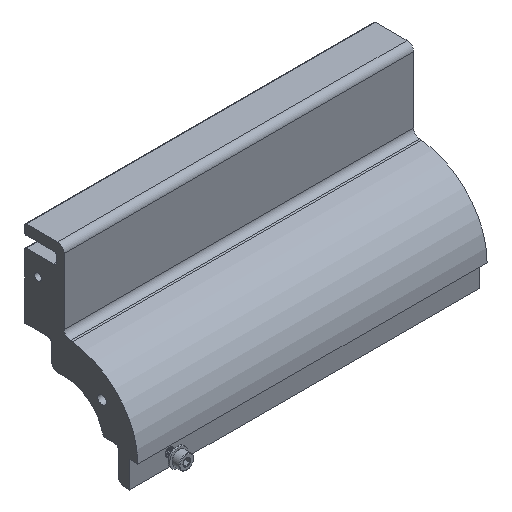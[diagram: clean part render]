
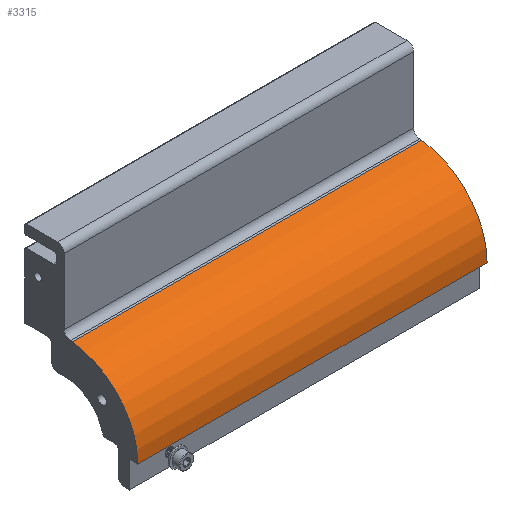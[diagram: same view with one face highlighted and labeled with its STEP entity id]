
A CAD part, isometric view. The second image highlights one B-rep face of the part: STEP entity #3315.
In plain terms, the highlighted cylindrical face has radius 28 mm (diameter 56 mm), a partial arc.
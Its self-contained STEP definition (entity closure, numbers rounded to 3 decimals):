
#496=LINE('',#10088,#677);
#497=LINE('',#10090,#678);
#677=VECTOR('',#4619,45.);
#678=VECTOR('',#4622,45.);
#771=CYLINDRICAL_SURFACE('',#3732,28.);
#950=FACE_OUTER_BOUND('',#1151,.T.);
#1151=EDGE_LOOP('',(#3073,#3074,#3075,#3076));
#1279=CIRCLE('',#3646,28.);
#1317=CIRCLE('',#3696,28.);
#1581=VERTEX_POINT('',#9865);
#1582=VERTEX_POINT('',#9867);
#1636=VERTEX_POINT('',#9997);
#1637=VERTEX_POINT('',#9999);
#2026=EDGE_CURVE('',#1581,#1582,#1279,.T.);
#2091=EDGE_CURVE('',#1636,#1637,#1317,.T.);
#2137=EDGE_CURVE('',#1581,#1637,#496,.T.);
#2138=EDGE_CURVE('',#1582,#1636,#497,.T.);
#3073=ORIENTED_EDGE('',*,*,#2138,.F.);
#3074=ORIENTED_EDGE('',*,*,#2026,.F.);
#3075=ORIENTED_EDGE('',*,*,#2137,.T.);
#3076=ORIENTED_EDGE('',*,*,#2091,.F.);
#3315=ADVANCED_FACE('',(#950),#771,.T.);
#3646=AXIS2_PLACEMENT_3D('',#9868,#4387,#4388);
#3696=AXIS2_PLACEMENT_3D('',#10000,#4514,#4515);
#3732=AXIS2_PLACEMENT_3D('',#10089,#4620,#4621);
#4387=DIRECTION('center_axis',(-1.,0.,0.));
#4388=DIRECTION('ref_axis',(0.,-1.,0.));
#4514=DIRECTION('center_axis',(1.,0.,0.));
#4515=DIRECTION('ref_axis',(0.,-1.,0.));
#4619=DIRECTION('',(1.,0.,0.));
#4620=DIRECTION('center_axis',(-1.,0.,0.));
#4621=DIRECTION('ref_axis',(0.,-1.,0.));
#4622=DIRECTION('',(1.,0.,0.));
#9865=CARTESIAN_POINT('',(-292.25,-235.25,362.));
#9867=CARTESIAN_POINT('',(-292.25,-210.25,389.839));
#9868=CARTESIAN_POINT('Origin',(-292.25,-207.25,362.));
#9997=CARTESIAN_POINT('',(-159.25,-210.25,389.839));
#9999=CARTESIAN_POINT('',(-159.25,-235.25,362.));
#10000=CARTESIAN_POINT('Origin',(-159.25,-207.25,362.));
#10088=CARTESIAN_POINT('',(-77.25,-235.25,362.));
#10089=CARTESIAN_POINT('Origin',(-292.25,-207.25,362.));
#10090=CARTESIAN_POINT('',(-77.25,-210.25,389.839));
